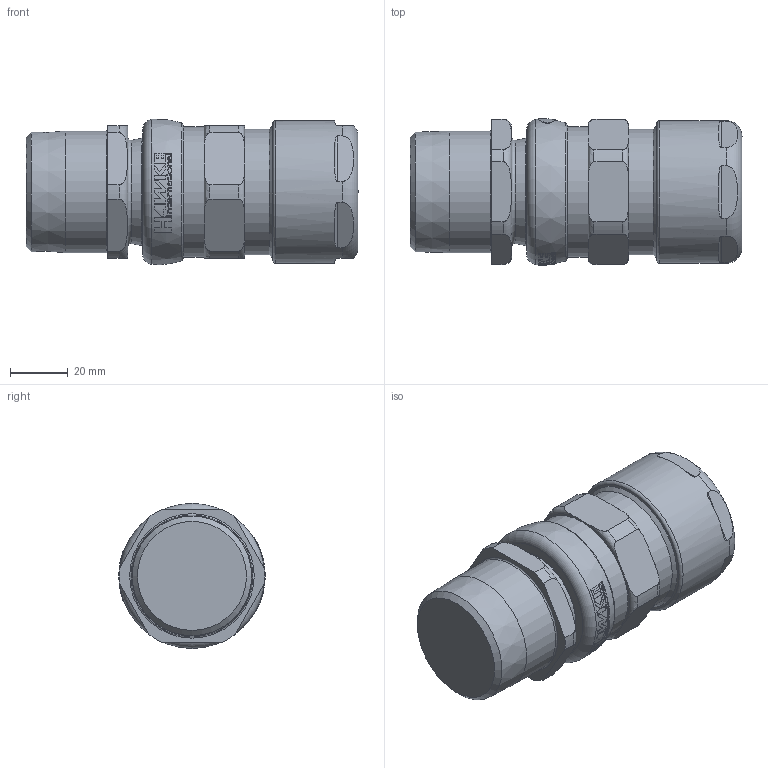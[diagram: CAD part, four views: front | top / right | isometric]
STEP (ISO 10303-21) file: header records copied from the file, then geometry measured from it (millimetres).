
FILE_DESCRIPTION(/* description */ (''),/* implementation_level */ '2;1');
FILE_NAME(/* name */ '701_X C_1_1_4_NPT.stp',/* time_stamp */ '2021-05-11T12:39:01+05:00',/* author */ ('vinaykumark'),/* organization */ (''),/* preprocessor_version */ 'ST-DEVELOPER v18',/* originating_system */ 'Autodesk Inventor 2020',/* authorisation */ '');
FILE_SCHEMA (('AUTOMOTIVE_DESIGN { 1 0 10303 214 3 1 1 }'));
Length unit declared in the file: inch
Products named in the file (1): 701_X C_1_1_4_NPT
Bounding box: 115.1 x 50.75 x 50.36 mm (x, y, z)
Volume: 256810.9 mm3; surface area: 56557.4 mm2
Topology: 9 solids, 9 shells, 734 faces, 2122 edges, 1405 vertices
Faces by surface type: plane 309, torus 158, cone 101, bspline 86, cylinder 80
Full cylindrical faces by diameter (mm): 33.3 x1, 33.75 x1, 36.277 x1, 37 x1, 38 x1, 38.1 x2, 38.8 x2, 41.275 x1, 42.16 x1, 43.54 x2, 44 x1, 44.4 x1, 45.15 x1, 46 x1, 49.5 x1
Entity records: 29895 total; most frequent: CARTESIAN_POINT 11216, ORIENTED_EDGE 4244, DIRECTION 3261, EDGE_CURVE 2122, VERTEX_POINT 1405, AXIS2_PLACEMENT_3D 1353, EDGE_LOOP 763, STYLED_ITEM 743
